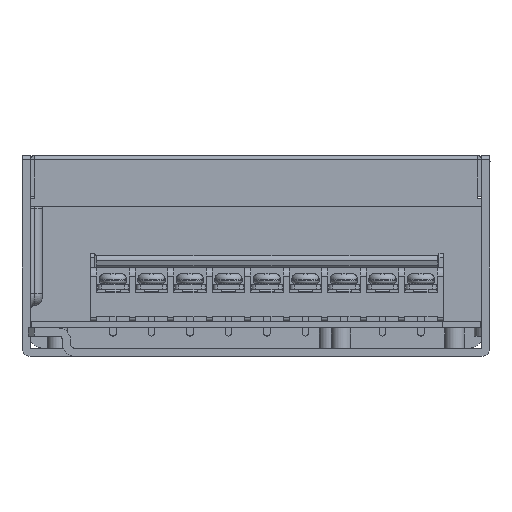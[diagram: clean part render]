
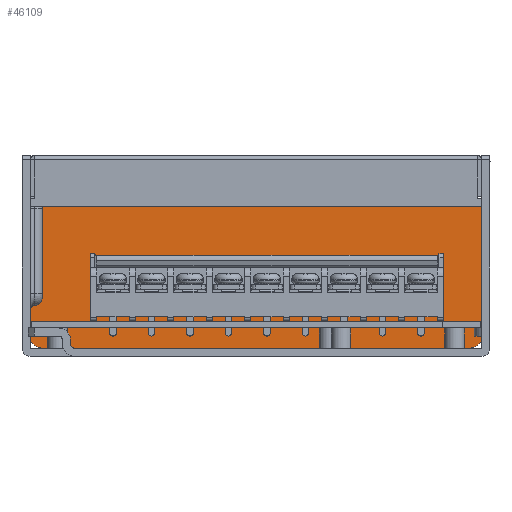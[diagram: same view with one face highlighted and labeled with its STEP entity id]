
A CAD part, left-side view. The second image highlights one B-rep face of the part: STEP entity #46109.
In plain terms, the highlighted planar face has unit normal (-1, 0, 0).
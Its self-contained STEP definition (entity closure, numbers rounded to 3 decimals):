
#2903=CIRCLE('',#48557,3.);
#2904=CIRCLE('',#48558,3.);
#5519=ORIENTED_EDGE('',*,*,#19894,.T.);
#5520=ORIENTED_EDGE('',*,*,#19906,.T.);
#5521=ORIENTED_EDGE('',*,*,#19888,.T.);
#5522=ORIENTED_EDGE('',*,*,#19907,.T.);
#5523=ORIENTED_EDGE('',*,*,#19884,.F.);
#5524=ORIENTED_EDGE('',*,*,#19899,.F.);
#5525=ORIENTED_EDGE('',*,*,#19905,.F.);
#5526=ORIENTED_EDGE('',*,*,#19908,.F.);
#5527=ORIENTED_EDGE('',*,*,#19909,.F.);
#5528=ORIENTED_EDGE('',*,*,#19896,.F.);
#19884=EDGE_CURVE('',#27081,#27082,#32027,.T.);
#19888=EDGE_CURVE('',#27085,#27086,#32031,.T.);
#19894=EDGE_CURVE('',#27092,#27091,#32037,.T.);
#19896=EDGE_CURVE('',#27092,#27093,#32039,.T.);
#19899=EDGE_CURVE('',#27095,#27081,#32042,.T.);
#19905=EDGE_CURVE('',#27098,#27095,#32046,.T.);
#19906=EDGE_CURVE('',#27091,#27085,#2903,.T.);
#19907=EDGE_CURVE('',#27086,#27082,#2904,.T.);
#19908=EDGE_CURVE('',#27099,#27098,#32047,.T.);
#19909=EDGE_CURVE('',#27093,#27099,#32048,.T.);
#27081=VERTEX_POINT('',#66263);
#27082=VERTEX_POINT('',#66264);
#27085=VERTEX_POINT('',#66272);
#27086=VERTEX_POINT('',#66273);
#27091=VERTEX_POINT('',#66284);
#27092=VERTEX_POINT('',#66286);
#27093=VERTEX_POINT('',#66290);
#27095=VERTEX_POINT('',#66296);
#27098=VERTEX_POINT('',#66305);
#27099=VERTEX_POINT('',#66311);
#32027=LINE('',#66262,#36153);
#32031=LINE('',#66271,#36157);
#32037=LINE('',#66285,#36163);
#32039=LINE('',#66289,#36165);
#32042=LINE('',#66295,#36168);
#32046=LINE('',#66306,#36172);
#32047=LINE('',#66310,#36173);
#32048=LINE('',#66312,#36174);
#36153=VECTOR('',#53598,1000.);
#36157=VECTOR('',#53604,1000.);
#36163=VECTOR('',#53612,1000.);
#36165=VECTOR('',#53616,1000.);
#36168=VECTOR('',#53621,1000.);
#36172=VECTOR('',#53631,1000.);
#36173=VECTOR('',#53638,1000.);
#36174=VECTOR('',#53639,1000.);
#39432=EDGE_LOOP('',(#5519,#5520,#5521,#5522,#5523,#5524,#5525,#5526,#5527,
#5528));
#42096=FACE_BOUND('',#39432,.T.);
#44533=PLANE('',#48556);
#46109=ADVANCED_FACE('',(#42096),#44533,.T.);
#48556=AXIS2_PLACEMENT_3D('',#66307,#53632,#53633);
#48557=AXIS2_PLACEMENT_3D('',#66308,#53634,#53635);
#48558=AXIS2_PLACEMENT_3D('',#66309,#53636,#53637);
#53598=DIRECTION('',(0.,0.,-1.));
#53604=DIRECTION('',(0.,-1.,0.));
#53612=DIRECTION('',(0.,0.,-1.));
#53616=DIRECTION('',(0.,-1.,0.));
#53621=DIRECTION('',(0.,-1.,0.));
#53631=DIRECTION('',(0.,0.,-1.));
#53632=DIRECTION('',(-1.,0.,0.));
#53633=DIRECTION('',(0.,0.,1.));
#53634=DIRECTION('',(-1.,0.,0.));
#53635=DIRECTION('',(0.,0.,1.));
#53636=DIRECTION('',(-1.,0.,0.));
#53637=DIRECTION('',(0.,0.,1.));
#53638=DIRECTION('',(0.,-1.,0.));
#53639=DIRECTION('',(0.,0.,1.));
#66262=CARTESIAN_POINT('',(101.,-55.718,48.498));
#66263=CARTESIAN_POINT('',(101.,-55.718,39.));
#66264=CARTESIAN_POINT('',(101.,-55.718,5.));
#66271=CARTESIAN_POINT('',(101.,55.782,2.));
#66272=CARTESIAN_POINT('',(101.,52.782,2.));
#66273=CARTESIAN_POINT('',(101.,-52.718,2.));
#66284=CARTESIAN_POINT('',(101.,55.782,5.));
#66285=CARTESIAN_POINT('',(101.,55.782,48.498));
#66286=CARTESIAN_POINT('',(101.,55.782,39.));
#66289=CARTESIAN_POINT('',(101.,55.782,39.));
#66290=CARTESIAN_POINT('',(101.,54.78,39.));
#66295=CARTESIAN_POINT('',(101.,55.782,39.));
#66296=CARTESIAN_POINT('',(101.,-54.716,39.));
#66305=CARTESIAN_POINT('',(101.,-54.716,48.498));
#66306=CARTESIAN_POINT('',(101.,-54.716,48.498));
#66307=CARTESIAN_POINT('',(101.,55.782,48.498));
#66308=CARTESIAN_POINT('',(101.,52.782,5.));
#66309=CARTESIAN_POINT('',(101.,-52.718,5.));
#66310=CARTESIAN_POINT('',(101.,55.782,48.498));
#66311=CARTESIAN_POINT('',(101.,54.78,48.498));
#66312=CARTESIAN_POINT('',(101.,54.78,48.498));
